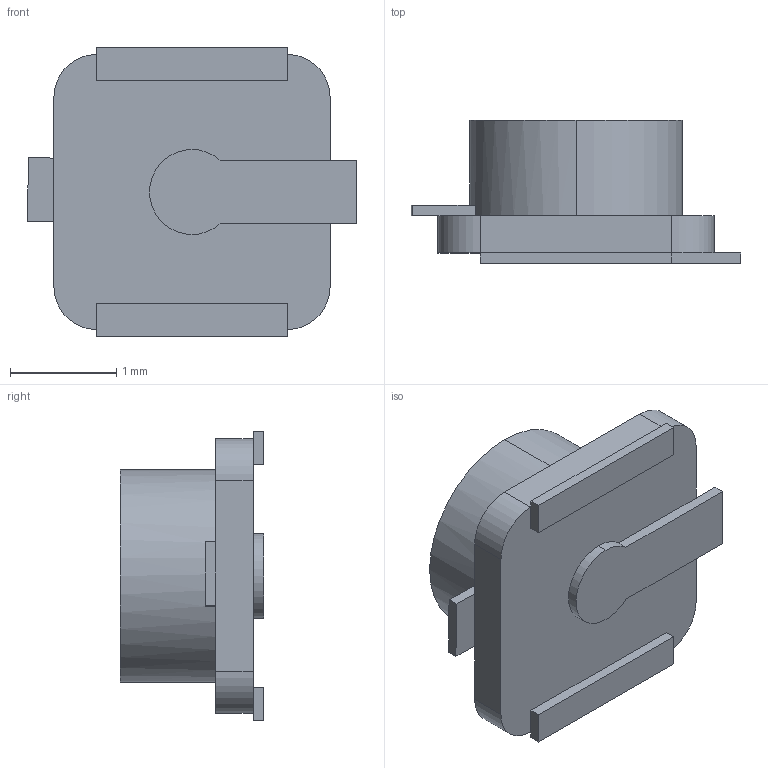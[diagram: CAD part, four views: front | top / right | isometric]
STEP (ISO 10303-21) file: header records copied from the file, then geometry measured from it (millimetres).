
FILE_DESCRIPTION (( 'STEP AP214' ), '1' );
FILE_NAME ('IPX_Male.STEP', '2012-05-25T10:47:55', ( '' ), ( '' ), 'SwSTEP 2.0', 'SolidWorks 2011', '' );
FILE_SCHEMA (( 'AUTOMOTIVE_DESIGN' ));
Length unit declared in the file: millimetre
Products named in the file (1): IPX_Male
Bounding box: 3.1 x 1.35 x 2.73 mm (x, y, z)
Volume: 3.2 mm3; surface area: 30.5 mm2
Topology: 1 solids, 1 shells, 44 faces, 111 edges, 70 vertices
Faces by surface type: plane 30, cylinder 13, sphere 1
Entity records: 1439 total; most frequent: DIRECTION 226, CARTESIAN_POINT 221, ORIENTED_EDGE 216, EDGE_CURVE 108, LINE 80, VECTOR 80, AXIS2_PLACEMENT_3D 73, VERTEX_POINT 68
